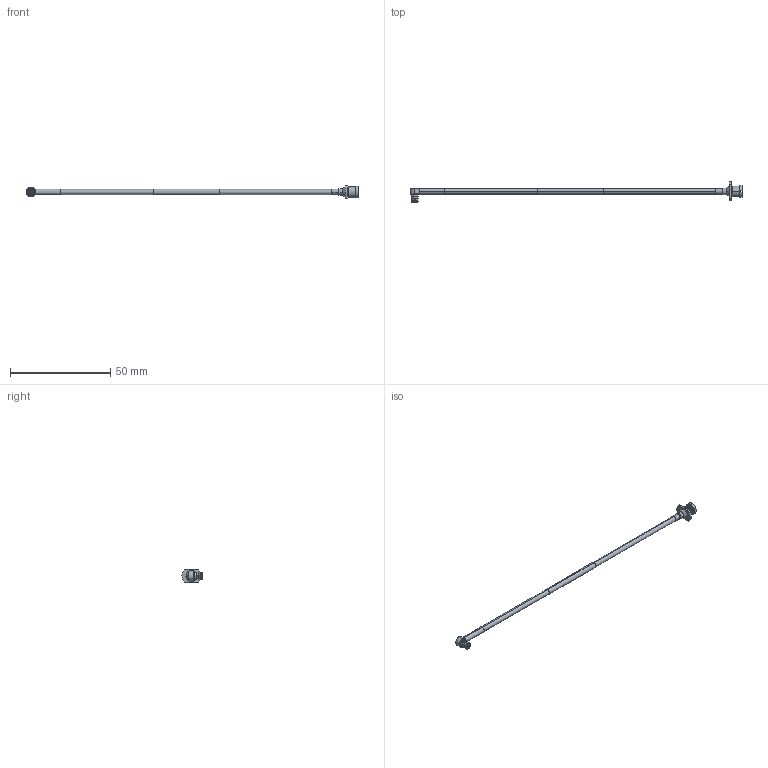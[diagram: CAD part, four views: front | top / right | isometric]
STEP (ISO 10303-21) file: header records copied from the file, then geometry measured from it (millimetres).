
FILE_DESCRIPTION (( 'STEP AP214' ), '1' );
FILE_NAME ('FMCA1158_3D.step', '2023-03-06T20:09:12', ( '' ), ( '' ), 'SwSTEP 2.0', 'SolidWorks 2022', '' );
FILE_SCHEMA (( 'AUTOMOTIVE_DESIGN' ));
Length unit declared in the file: inch
Products named in the file (12): Copy of FMCO1053_CONTACT PIN^FMCO1053_FMCA1158; FM-F086^FMCA1158; heat shrink conn 1^FMCA1158_conn 1; Copy of PE44915_3D3^SC5231_FMCA1158; FMCO1053^FMCA1158; FMCA1158_3D; Copy of PE44915_3D2^SC5231_FMCA1158; heat shrink conn 2^FMCA1158; Copy of FMCO1053_NUT^FMCO1053_FMCA1158; SC5231^FMCA1158; Copy of PE44915_3D1^SC5231_FMCA1158; Copy of FMCO1053^FMCO1053_FMCA1158
Assembly tree (11 placements, depth 3):
  FMCA1158_3D
    FM-F086^FMCA1158
    SC5231^FMCA1158
      Copy of PE44915_3D1^SC5231_FMCA1158
      Copy of PE44915_3D2^SC5231_FMCA1158
      Copy of PE44915_3D3^SC5231_FMCA1158
    heat shrink conn 2^FMCA1158
    FMCO1053^FMCA1158
      Copy of FMCO1053^FMCO1053_FMCA1158
      Copy of FMCO1053_NUT^FMCO1053_FMCA1158
      Copy of FMCO1053_CONTACT PIN^FMCO1053_FMCA1158
    heat shrink conn 1^FMCA1158_conn 1
Bounding box: 165.84 x 10.08 x 6.1 mm (x, y, z)
Volume: 1106.8 mm3; surface area: 2880.1 mm2
Topology: 10 solids, 10 shells, 234 faces, 543 edges, 348 vertices
Faces by surface type: cylinder 106, plane 62, cone 34, bspline 20, torus 12
Entity records: 9588 total; most frequent: CARTESIAN_POINT 3967, ORIENTED_EDGE 1086, DIRECTION 1057, EDGE_CURVE 543, AXIS2_PLACEMENT_3D 444, VERTEX_POINT 348, EDGE_LOOP 267, FACE_OUTER_BOUND 234
